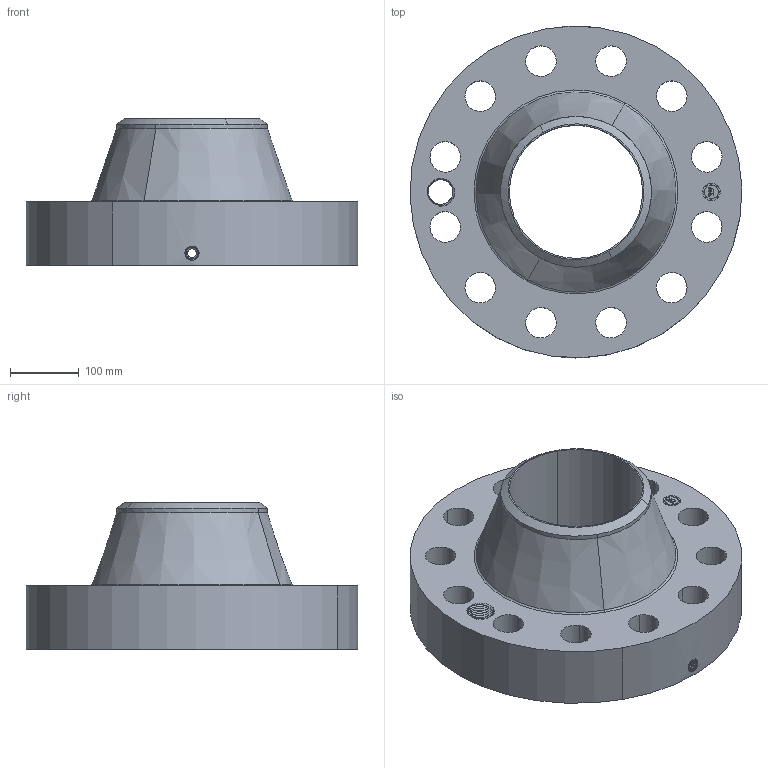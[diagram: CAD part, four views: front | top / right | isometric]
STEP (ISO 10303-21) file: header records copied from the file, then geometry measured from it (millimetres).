
FILE_DESCRIPTION(('3D STEP'),'2;1');
FILE_NAME('8-1500-FF-WELD-NECK-XH-ORIF-FLANGE.stp','2013-11-03T18:36:17+00:00',('Texas Flange'),(''),'CATIA Version 5 Release 20 SP 6 (IN-10)','CATIA V5 STEP AP214','800-826-3801');
FILE_SCHEMA(('AUTOMOTIVE_DESIGN { 1 0 10303 214 1 1 1 1 }'));
Length unit declared in the file: inch
Products named in the file (1): 8-1500-FF-WELD-NECK-XH-ORIF-FLANGE
Bounding box: 482.47 x 482.6 x 212.85 mm (x, y, z)
Volume: 14706448.5 mm3; surface area: 793044.2 mm2
Topology: 1 solids, 1 shells, 858 faces, 2330 edges, 1492 vertices
Faces by surface type: plane 368, bspline 308, cylinder 127, cone 49, revolution 4, torus 2
Entity records: 37795 total; most frequent: CARTESIAN_POINT 17095, ORIENTED_EDGE 4660, EDGE_CURVE 2330, DIRECTION 2117, VERTEX_POINT 1492, VECTOR 1215, LINE 1215, B_SPLINE_CURVE_WITH_KNOTS 991
